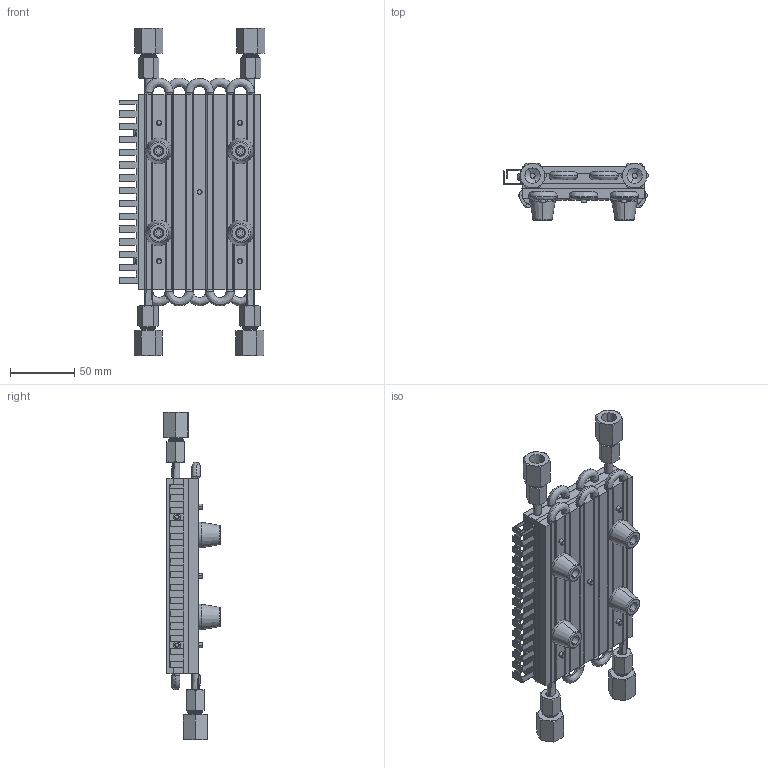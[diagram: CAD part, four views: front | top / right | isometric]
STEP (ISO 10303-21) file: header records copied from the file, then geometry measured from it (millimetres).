
FILE_DESCRIPTION (( 'STEP AP214' ), '1' );
FILE_NAME ('UEPK-L2LH-24V-320W_Webseite.STEP', '2023-01-20T14:34:39', ( '' ), ( '' ), 'SwSTEP 2.0', 'SolidWorks 2022', '' );
FILE_SCHEMA (( 'AUTOMOTIVE_DESIGN' ));
Length unit declared in the file: millimetre
Products named in the file (11): M4_Inbus_Flachkopf_M4x12; UEPK-L2LH-24V-320W_Webseite; K48210; W42649; W42549_Mit Gewinde; M3_Linsenkopfschraube_M3x6; Gummifuß; Verschraubung_G1-4Zoll_6mm; K48268_Webseite; Verdrahtungskanal_120mm; M4_Inbus_Flachkopf_M4x20
Assembly tree (24 placements, depth 2):
  UEPK-L2LH-24V-320W_Webseite
    W42549_Mit Gewinde
    W42649
    K48210
    K48268_Webseite
    M4_Inbus_Flachkopf_M4x20  x5
    Verschraubung_G1-4Zoll_6mm  x4
    Verdrahtungskanal_120mm
    M3_Linsenkopfschraube_M3x6  x2
    Gummifuß  x4
    M4_Inbus_Flachkopf_M4x12  x4
Bounding box: 113.43 x 44.35 x 255.9 mm (x, y, z)
Volume: 418591.7 mm3; surface area: 192791 mm2
Topology: 28 solids, 28 shells, 1195 faces, 3124 edges, 2002 vertices
Faces by surface type: plane 550, cylinder 409, bspline 128, cone 62, torus 46
Entity records: 36776 total; most frequent: CARTESIAN_POINT 17472, ORIENTED_EDGE 3734, DIRECTION 2938, EDGE_CURVE 1867, VERTEX_POINT 1200, VECTOR 1154, LINE 1154, AXIS2_PLACEMENT_3D 892
